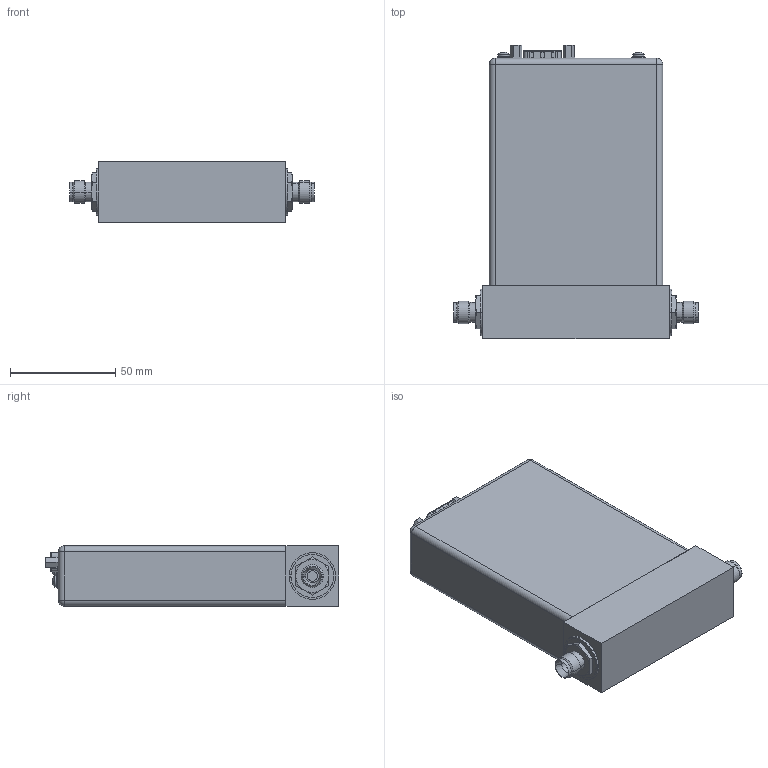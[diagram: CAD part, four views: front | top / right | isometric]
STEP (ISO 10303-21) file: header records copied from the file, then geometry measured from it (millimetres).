
FILE_DESCRIPTION (( 'STEP AP203' ), '1' );
FILE_NAME ('1056569_RS485.STEP', '2020-10-20T20:27:33', ( '' ), ( '' ), 'SwSTEP 2.0', 'SolidWorks 2019', '' );
FILE_SCHEMA (( 'CONFIG_CONTROL_DESIGN' ));
Length unit declared in the file: millimetre
Products named in the file (26): 1057126_bracket_outlet.prt; 171-009-113.prt; 1003544_led.prt; 1056569_RS485; sqt-125-01-x-s-ra_any_asm.asm; 1011702-002_4-40_pan-hd-sems.xpr; 1058132_cca_assy.asm; sqt-case.prt; 1016309_SCREW_JACK_3-16_HEX.PRT; 1003675_switch.prt; sqt-pin.prt; 1046431_10-pin_header.asm; 159-8960_gasket_gpc_rs485.prt; 1056569_rs485_gp90a.asm; 1058156_bracket_inlet.prt; 1058148_enclosure.prt; 1051246_MAIN_PWR-BD.ASM; 1055084_flowbody; 1007235_conn_rj45.prt; 1037026_PUSH-BUTTON.PRT; 1058131_pwb.prt; 1067122_1-4_fitting.prt
Assembly tree (53 placements, depth 7):
  1056569_RS485
    1056569_rs485_gp90a.asm
      1057126_bracket_outlet.prt
      1058156_bracket_inlet.prt
      1051246_MAIN_PWR-BD.ASM
        1003675_switch.prt  x3
        1003544_led.prt  x2
        1007235_conn_rj45.prt
        1058132_cca_assy.asm
          1058131_pwb.prt
          171-009-113.prt
          1037026_PUSH-BUTTON.PRT
          1046431_10-pin_header.asm
            sqt-125-01-x-s-ra_any_asm.asm
              sqt-pin.prt  x10
              sqt-case.prt
      1058148_enclosure.prt
      1058132_cca_assy.asm
        1058131_pwb.prt
        171-009-113.prt
        1037026_PUSH-BUTTON.PRT
        1046431_10-pin_header.asm
          sqt-125-01-x-s-ra_any_asm.asm
            sqt-pin.prt  x10
            sqt-case.prt
      159-8960_gasket_gpc_rs485.prt
      1016309_SCREW_JACK_3-16_HEX.PRT  x2
      1011702-002_4-40_pan-hd-sems.xpr  x2
    1055084_flowbody
    1067122_1-4_fitting.prt  x2
  sqt-pin.prt
Bounding box: 116.08 x 139.19 x 28.57 mm (x, y, z)
Volume: 103252.3 mm3; surface area: 87866.4 mm2
Topology: 43 solids, 47 shells, 3142 faces, 8300 edges, 5399 vertices
Faces by surface type: plane 2179, cylinder 723, bspline 96, torus 68, cone 56, sphere 20
Entity records: 45637 total; most frequent: CARTESIAN_POINT 10048, ORIENTED_EDGE 6834, DIRECTION 6264, EDGE_CURVE 3419, VECTOR 2578, LINE 2578, VERTEX_POINT 2195, AXIS2_PLACEMENT_3D 1843
